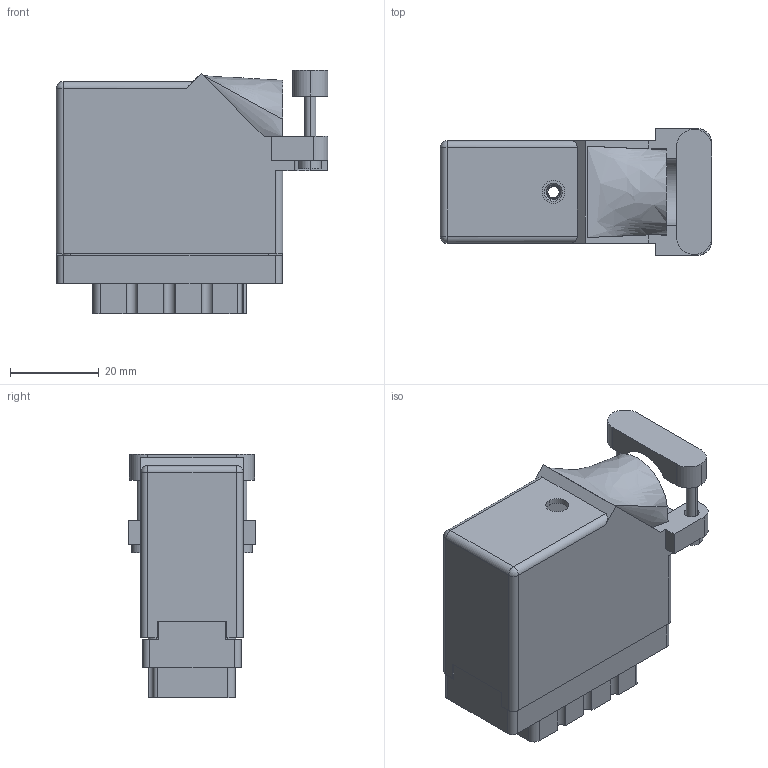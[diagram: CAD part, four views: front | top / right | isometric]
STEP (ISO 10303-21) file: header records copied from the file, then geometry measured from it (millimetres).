
FILE_DESCRIPTION (( 'STEP AP203' ), '1' );
FILE_NAME ('516-038-501-246.STEP', '2020-09-08T14:54:15', ( '' ), ( '' ), 'SwSTEP 2.0', 'SolidWorks 2020', '' );
FILE_SCHEMA (( 'CONFIG_CONTROL_DESIGN' ));
Length unit declared in the file: inch
Products named in the file (5): 516-292-001_501 Contact; 516-252-035-100_516-252-035-100; 516-038-501-246; 516 Part Receptacle_038; 516-230-001_Plastic - 038 Side Entry - Large Clamp
Assembly tree (42 placements, depth 2):
  516-038-501-246
    516 Part Receptacle_038
    516-292-001_501 Contact  x39
    516-230-001_Plastic - 038 Side Entry - Large Clamp
    516-252-035-100_516-252-035-100
Bounding box: 61.21 x 28.57 x 54.91 mm (x, y, z)
Volume: 23349.6 mm3; surface area: 36484.4 mm2
Topology: 42 solids, 42 shells, 3859 faces, 11164 edges, 7410 vertices
Faces by surface type: plane 2292, cylinder 1310, bspline 243, cone 12, sphere 2
Entity records: 41544 total; most frequent: CARTESIAN_POINT 9416, ORIENTED_EDGE 6516, DIRECTION 6328, EDGE_CURVE 3258, LINE 2318, VECTOR 2318, VERTEX_POINT 2166, AXIS2_PLACEMENT_3D 2005
